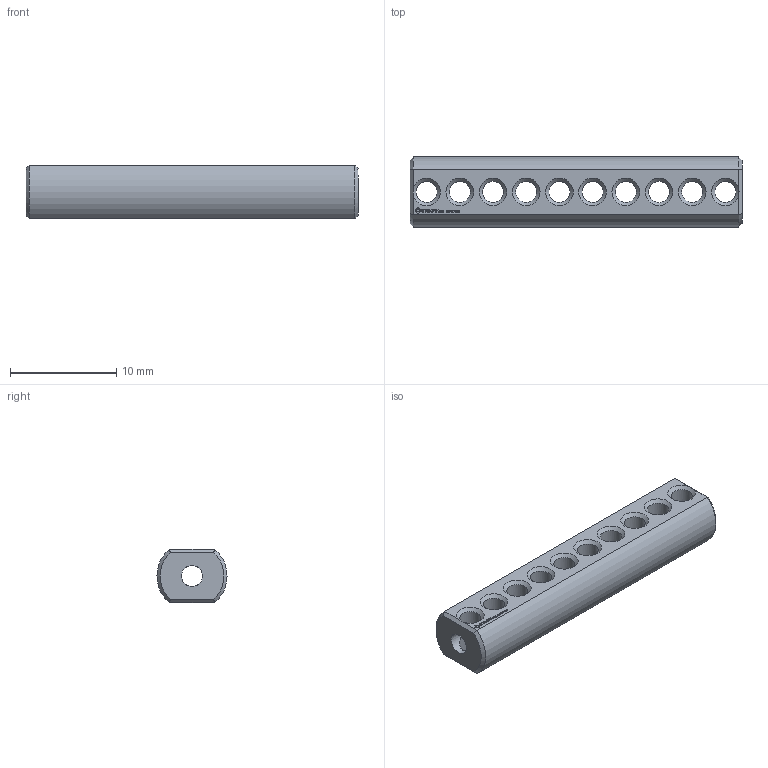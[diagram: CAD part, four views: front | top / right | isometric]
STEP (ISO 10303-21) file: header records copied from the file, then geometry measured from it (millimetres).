
FILE_DESCRIPTION(('FreeCAD Model'),'2;1');
FILE_NAME('Open CASCADE Shape Model','2024-06-18T00:34:10',(''),(''), 'Open CASCADE STEP processor 7.6','FreeCAD','Unknown');
FILE_SCHEMA(('AUTOMOTIVE_DESIGN { 1 0 10303 214 1 1 1 1 }'));
Length unit declared in the file: millimetre
Products named in the file (1): Shaft IDX BU02.50 - SPN-SFT-0130 (stemfie.org)
Bounding box: 31.25 x 6.6 x 5 mm (x, y, z)
Volume: 711.7 mm3; surface area: 938.2 mm2
Topology: 1 solids, 1 shells, 535 faces, 1533 edges, 1006 vertices
Faces by surface type: plane 314, extrusion 164, cylinder 33, cone 24
Full cylindrical faces by diameter (mm): 2 x31
Entity records: 17623 total; most frequent: CARTESIAN_POINT 4059, ORIENTED_EDGE 3066, DIRECTION 2259, EDGE_CURVE 1533, VECTOR 1223, LINE 1059, VERTEX_POINT 1006, FACE_BOUND 583
